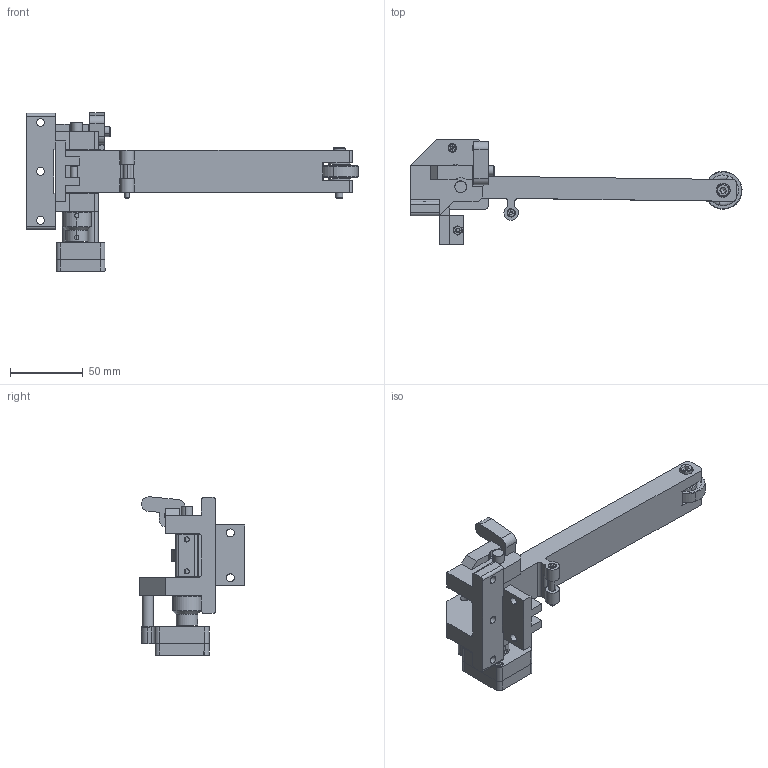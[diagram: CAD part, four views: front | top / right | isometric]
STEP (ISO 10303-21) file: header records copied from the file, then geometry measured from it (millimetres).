
FILE_DESCRIPTION (( 'STEP AP203' ), '1' );
FILE_NAME ('Spool Encoder ASSEMBLY.STEP', '2021-07-31T11:34:08', ( '' ), ( '' ), 'SwSTEP 2.0', 'SolidWorks 2020', '' );
FILE_SCHEMA (( 'CONFIG_CONTROL_DESIGN' ));
Length unit declared in the file: millimetre
Products named in the file (20): hex nut style 1_am_B18.2.4.1M - Hex nut, Style 1,  M3 x 0.5 --D-N; Encoder axis; Encoder arm; Encoder Bearing Spacer; Spool Encoder ASSEMBLY; Encoder spring spacer; radial ball bearing_68_am_AFBMA 20.1 - 10-10 - 8,SI,NC,8_68; Encoder arm helper; Encoder Body; socket head cap screw_am_B18.3.1M - 3 x 0.5 x 16 Hex SHCS -- 16NHX; hex nut style 1_am_B18.2.4.1M - Hex nut, Style 1,  M4 x 0.7 --D-N; instrument ball bearing_68_am_AFBMA 12.1.4.1 - 0040-13 - 8,DE,NC,8_68; hex nut style 1_am_B18.2.4.1M - Hex nut, Style 1,  M5 x 0.8 --D-N; Potentiometer; socket head cap screw_am_B18.3.1M - 3 x 0.5 x 30 Hex SHCS -- 18NHX; Encoder Spring mount spacer; socket head cap screw_am_B18.3.1M - 4 x 0.7 x 30 Hex SHCS -- 20NHX; Encoder Spring mount; socket head cap screw_am_B18.3.1M - 5 x 0.8 x 30 Hex SHCS -- 22NHX; Encoder Spacer
Assembly tree (29 placements, depth 2):
  Spool Encoder ASSEMBLY
    Encoder Body
    Encoder arm
    Encoder Spring mount
    Potentiometer
    Encoder axis
    Encoder Bearing Spacer
    Encoder Spring mount spacer
    Encoder spring spacer
    Encoder Spacer  x2
    socket head cap screw_am_B18.3.1M - 3 x 0.5 x 16 Hex SHCS -- 16NHX  x3
    socket head cap screw_am_B18.3.1M - 3 x 0.5 x 30 Hex SHCS -- 18NHX  x3
    Encoder arm helper
    socket head cap screw_am_B18.3.1M - 4 x 0.7 x 30 Hex SHCS -- 20NHX
    instrument ball bearing_68_am_AFBMA 12.1.4.1 - 0040-13 - 8,DE,NC,8_68
    hex nut style 1_am_B18.2.4.1M - Hex nut, Style 1,  M4 x 0.7 --D-N
    hex nut style 1_am_B18.2.4.1M - Hex nut, Style 1,  M3 x 0.5 --D-N  x6
    radial ball bearing_68_am_AFBMA 20.1 - 10-10 - 8,SI,NC,8_68
    socket head cap screw_am_B18.3.1M - 5 x 0.8 x 30 Hex SHCS -- 22NHX
    hex nut style 1_am_B18.2.4.1M - Hex nut, Style 1,  M5 x 0.8 --D-N
Bounding box: 228.96 x 73 x 109.25 mm (x, y, z)
Volume: 188887 mm3; surface area: 71544.6 mm2
Topology: 32 solids, 32 shells, 1026 faces, 2561 edges, 1594 vertices
Faces by surface type: plane 482, cylinder 290, cone 178, torus 60, sphere 16
Entity records: 26844 total; most frequent: CARTESIAN_POINT 5205, DIRECTION 4092, ORIENTED_EDGE 3954, EDGE_CURVE 1977, AXIS2_PLACEMENT_3D 1507, VERTEX_POINT 1268, VECTOR 1078, LINE 1078
